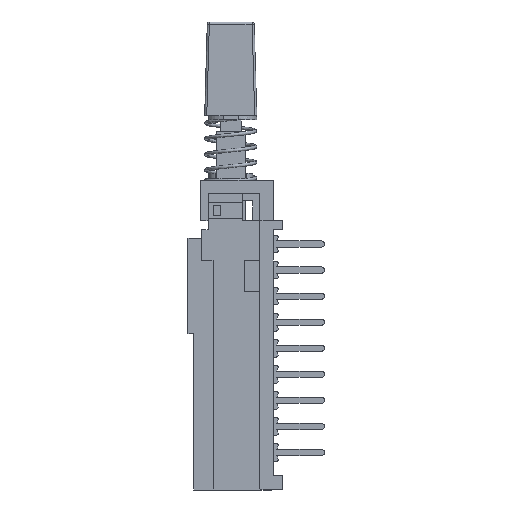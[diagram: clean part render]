
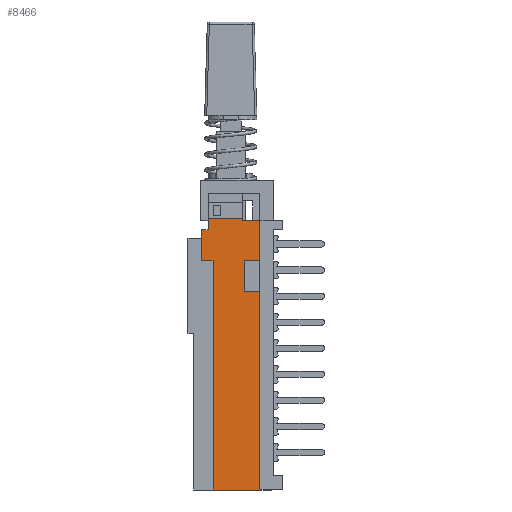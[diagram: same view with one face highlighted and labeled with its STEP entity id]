
A CAD part, left-side view. The second image highlights one B-rep face of the part: STEP entity #8466.
In plain terms, the highlighted planar face has unit normal (-1, 0, 0).
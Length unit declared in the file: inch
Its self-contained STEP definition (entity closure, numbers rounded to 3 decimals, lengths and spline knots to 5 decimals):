
#8281=CARTESIAN_POINT('',(-0.1437,0.11024,-0.17323));
#8282=VERTEX_POINT('',#8281);
#8291=CARTESIAN_POINT('',(-0.1437,0.08547,-0.17323));
#8292=VERTEX_POINT('',#8291);
#8293=CARTESIAN_POINT('',(-0.1437,0.08547,-0.17323));
#8294=DIRECTION('',(0.0,1.0,0.0));
#8295=VECTOR('',#8294,0.02476);
#8296=LINE('',#8293,#8295);
#8297=EDGE_CURVE('',#8292,#8282,#8296,.T.);
#8356=CARTESIAN_POINT('',(-0.1437,-0.12126,-1.20679));
#8357=DIRECTION('',(-1.0,0.0,0.0));
#8358=DIRECTION('',(0.0,0.0,1.0));
#8359=AXIS2_PLACEMENT_3D('',#8356,#8357,#8358);
#8360=PLANE('',#8359);
#8361=CARTESIAN_POINT('',(-0.1437,0.08547,-0.12992));
#8362=VERTEX_POINT('',#8361);
#8363=CARTESIAN_POINT('',(-0.1437,0.08547,-0.12992));
#8364=DIRECTION('',(0.0,0.0,-1.0));
#8365=VECTOR('',#8364,0.04331);
#8366=LINE('',#8363,#8365);
#8367=EDGE_CURVE('',#8362,#8292,#8366,.T.);
#8368=ORIENTED_EDGE('',*,*,#8367,.T.);
#8369=ORIENTED_EDGE('',*,*,#8297,.T.);
#8370=CARTESIAN_POINT('',(-0.1437,0.11024,-0.28937));
#8371=VERTEX_POINT('',#8370);
#8372=CARTESIAN_POINT('',(-0.1437,0.11024,-0.17323));
#8373=DIRECTION('',(0.0,0.0,-1.0));
#8374=VECTOR('',#8373,0.11614);
#8375=LINE('',#8372,#8374);
#8376=EDGE_CURVE('',#8282,#8371,#8375,.T.);
#8377=ORIENTED_EDGE('',*,*,#8376,.T.);
#8378=CARTESIAN_POINT('',(-0.1437,0.06693,-0.28937));
#8379=VERTEX_POINT('',#8378);
#8380=CARTESIAN_POINT('',(-0.1437,0.06693,-0.28937));
#8381=DIRECTION('',(0.0,1.0,0.0));
#8382=VECTOR('',#8381,0.04331);
#8383=LINE('',#8380,#8382);
#8384=EDGE_CURVE('',#8379,#8371,#8383,.T.);
#8385=ORIENTED_EDGE('',*,*,#8384,.F.);
#8386=CARTESIAN_POINT('',(-0.1437,0.06693,-1.15551));
#8387=VERTEX_POINT('',#8386);
#8388=CARTESIAN_POINT('',(-0.1437,0.06693,-0.28937));
#8389=DIRECTION('',(0.0,0.0,-1.0));
#8390=VECTOR('',#8389,0.86614);
#8391=LINE('',#8388,#8390);
#8392=EDGE_CURVE('',#8379,#8387,#8391,.T.);
#8393=ORIENTED_EDGE('',*,*,#8392,.T.);
#8394=CARTESIAN_POINT('',(-0.1437,-0.11024,-1.15551));
#8395=VERTEX_POINT('',#8394);
#8396=CARTESIAN_POINT('',(-0.1437,-0.11024,-1.15551));
#8397=DIRECTION('',(0.0,1.0,0.0));
#8398=VECTOR('',#8397,0.17717);
#8399=LINE('',#8396,#8398);
#8400=EDGE_CURVE('',#8395,#8387,#8399,.T.);
#8401=ORIENTED_EDGE('',*,*,#8400,.F.);
#8402=CARTESIAN_POINT('',(-0.1437,-0.11024,-0.40748));
#8403=VERTEX_POINT('',#8402);
#8404=CARTESIAN_POINT('',(-0.1437,-0.11024,-1.15551));
#8405=DIRECTION('',(0.0,0.0,1.0));
#8406=VECTOR('',#8405,0.74803);
#8407=LINE('',#8404,#8406);
#8408=EDGE_CURVE('',#8395,#8403,#8407,.T.);
#8409=ORIENTED_EDGE('',*,*,#8408,.T.);
#8410=CARTESIAN_POINT('',(-0.1437,-0.05118,-0.40748));
#8411=VERTEX_POINT('',#8410);
#8412=CARTESIAN_POINT('',(-0.1437,-0.11024,-0.40748));
#8413=DIRECTION('',(0.0,1.0,0.0));
#8414=VECTOR('',#8413,0.05906);
#8415=LINE('',#8412,#8414);
#8416=EDGE_CURVE('',#8403,#8411,#8415,.T.);
#8417=ORIENTED_EDGE('',*,*,#8416,.T.);
#8418=CARTESIAN_POINT('',(-0.1437,-0.05118,-0.28937));
#8419=VERTEX_POINT('',#8418);
#8420=CARTESIAN_POINT('',(-0.1437,-0.05118,-0.40748));
#8421=DIRECTION('',(0.0,0.0,1.0));
#8422=VECTOR('',#8421,0.11811);
#8423=LINE('',#8420,#8422);
#8424=EDGE_CURVE('',#8411,#8419,#8423,.T.);
#8425=ORIENTED_EDGE('',*,*,#8424,.T.);
#8426=CARTESIAN_POINT('',(-0.1437,-0.11024,-0.28937));
#8427=VERTEX_POINT('',#8426);
#8428=CARTESIAN_POINT('',(-0.1437,-0.05118,-0.28937));
#8429=DIRECTION('',(0.0,-1.0,0.0));
#8430=VECTOR('',#8429,0.05906);
#8431=LINE('',#8428,#8430);
#8432=EDGE_CURVE('',#8419,#8427,#8431,.T.);
#8433=ORIENTED_EDGE('',*,*,#8432,.T.);
#8434=CARTESIAN_POINT('',(-0.1437,-0.11024,-0.1378));
#8435=VERTEX_POINT('',#8434);
#8436=CARTESIAN_POINT('',(-0.1437,-0.11024,-0.28937));
#8437=DIRECTION('',(0.0,0.0,1.0));
#8438=VECTOR('',#8437,0.15157);
#8439=LINE('',#8436,#8438);
#8440=EDGE_CURVE('',#8427,#8435,#8439,.T.);
#8441=ORIENTED_EDGE('',*,*,#8440,.T.);
#8442=CARTESIAN_POINT('',(-0.1437,-0.04331,-0.1378));
#8443=VERTEX_POINT('',#8442);
#8444=CARTESIAN_POINT('',(-0.1437,-0.11024,-0.1378));
#8445=DIRECTION('',(0.0,1.0,0.0));
#8446=VECTOR('',#8445,0.06693);
#8447=LINE('',#8444,#8446);
#8448=EDGE_CURVE('',#8435,#8443,#8447,.T.);
#8449=ORIENTED_EDGE('',*,*,#8448,.T.);
#8450=CARTESIAN_POINT('',(-0.1437,-0.04331,-0.12992));
#8451=VERTEX_POINT('',#8450);
#8452=CARTESIAN_POINT('',(-0.1437,-0.04331,-0.1378));
#8453=DIRECTION('',(0.0,0.0,1.0));
#8454=VECTOR('',#8453,0.00787);
#8455=LINE('',#8452,#8454);
#8456=EDGE_CURVE('',#8443,#8451,#8455,.T.);
#8457=ORIENTED_EDGE('',*,*,#8456,.T.);
#8458=CARTESIAN_POINT('',(-0.1437,-0.04331,-0.12992));
#8459=DIRECTION('',(0.0,1.0,0.0));
#8460=VECTOR('',#8459,0.12878);
#8461=LINE('',#8458,#8460);
#8462=EDGE_CURVE('',#8451,#8362,#8461,.T.);
#8463=ORIENTED_EDGE('',*,*,#8462,.T.);
#8464=EDGE_LOOP('',(#8368,#8369,#8377,#8385,#8393,#8401,#8409,#8417,#8425,#8433,#8441,#8449,#8457,#8463));
#8465=FACE_OUTER_BOUND('',#8464,.T.);
#8466=ADVANCED_FACE('',(#8465),#8360,.T.);
